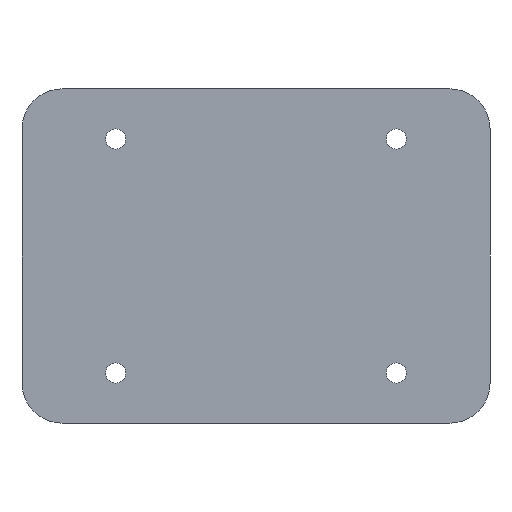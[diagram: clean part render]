
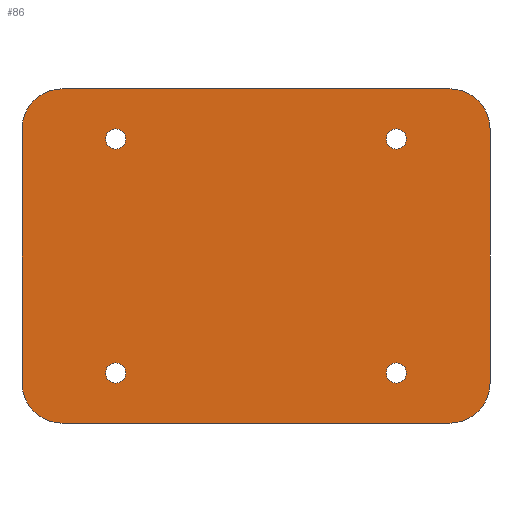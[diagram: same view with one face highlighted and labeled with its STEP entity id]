
A CAD part, front view. The second image highlights one B-rep face of the part: STEP entity #86.
In plain terms, the highlighted planar face has unit normal (0, -1, 0).
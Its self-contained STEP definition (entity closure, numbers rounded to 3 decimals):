
#2 = ORIENTED_EDGE ( 'NONE', *, *, #489, .F. ) ;
#6 = CARTESIAN_POINT ( 'NONE',  ( -17.5, 0., 9.5 ) ) ;
#10 = EDGE_CURVE ( 'NONE', #184, #582, #497, .T. ) ;
#12 = VERTEX_POINT ( 'NONE', #6 ) ;
#13 = AXIS2_PLACEMENT_3D ( 'NONE', #99, #614, #183 ) ;
#17 = DIRECTION ( 'NONE',  ( 0., 0., 1. ) ) ;
#24 = CARTESIAN_POINT ( 'NONE',  ( 10.5, 0., 8.75 ) ) ;
#25 = AXIS2_PLACEMENT_3D ( 'NONE', #616, #377, #90 ) ;
#28 = EDGE_CURVE ( 'NONE', #158, #364, #576, .T. ) ;
#29 = CARTESIAN_POINT ( 'NONE',  ( -14.5, 0., 9.5 ) ) ;
#31 = AXIS2_PLACEMENT_3D ( 'NONE', #118, #401, #173 ) ;
#33 = AXIS2_PLACEMENT_3D ( 'NONE', #587, #194, #17 ) ;
#43 = VECTOR ( 'NONE', #305, 1000. ) ;
#44 = DIRECTION ( 'NONE',  ( 0., 0., 1. ) ) ;
#54 = CARTESIAN_POINT ( 'NONE',  ( 14.5, 0., -12.5 ) ) ;
#62 = CARTESIAN_POINT ( 'NONE',  ( -10.5, 0., 8.75 ) ) ;
#63 = EDGE_CURVE ( 'NONE', #402, #607, #113, .T. ) ;
#64 = CARTESIAN_POINT ( 'NONE',  ( -17.5, 0., -9.5 ) ) ;
#66 = CIRCLE ( 'NONE', #175, 3. ) ;
#68 = AXIS2_PLACEMENT_3D ( 'NONE', #29, #267, #129 ) ;
#71 = EDGE_LOOP ( 'NONE', ( #282, #126, #494, #315, #410, #2, #524, #214 ) ) ;
#74 = ORIENTED_EDGE ( 'NONE', *, *, #530, .T. ) ;
#75 = DIRECTION ( 'NONE',  ( 0., 0., 1. ) ) ;
#80 = CARTESIAN_POINT ( 'NONE',  ( -10.5, 0., 9.5 ) ) ;
#83 = CARTESIAN_POINT ( 'NONE',  ( -17.5, 0., 9.5 ) ) ;
#84 = CARTESIAN_POINT ( 'NONE',  ( -10.5, 0., -8.75 ) ) ;
#86 = ADVANCED_FACE ( 'NONE', ( #273, #550, #502, #459, #599 ), #169, .F. ) ;
#90 = DIRECTION ( 'NONE',  ( 0., 0., 1. ) ) ;
#93 = CIRCLE ( 'NONE', #284, 0.75 ) ;
#96 = VERTEX_POINT ( 'NONE', #403 ) ;
#98 = CIRCLE ( 'NONE', #605, 0.75 ) ;
#99 = CARTESIAN_POINT ( 'NONE',  ( 10.5, 0., 8.75 ) ) ;
#100 = VERTEX_POINT ( 'NONE', #595 ) ;
#110 = ORIENTED_EDGE ( 'NONE', *, *, #475, .T. ) ;
#112 = CARTESIAN_POINT ( 'NONE',  ( 14.5, 0., -12.5 ) ) ;
#113 = CIRCLE ( 'NONE', #462, 0.75 ) ;
#118 = CARTESIAN_POINT ( 'NONE',  ( 14.5, 0., -9.5 ) ) ;
#126 = ORIENTED_EDGE ( 'NONE', *, *, #585, .F. ) ;
#129 = DIRECTION ( 'NONE',  ( 0., 0., -1. ) ) ;
#138 = DIRECTION ( 'NONE',  ( 0., 1., 0. ) ) ;
#146 = EDGE_LOOP ( 'NONE', ( #612, #482 ) ) ;
#153 = DIRECTION ( 'NONE',  ( 0., 0., 1. ) ) ;
#156 = EDGE_CURVE ( 'NONE', #527, #96, #317, .T. ) ;
#158 = VERTEX_POINT ( 'NONE', #80 ) ;
#162 = CARTESIAN_POINT ( 'NONE',  ( 17.5, 0., 9.5 ) ) ;
#164 = CARTESIAN_POINT ( 'NONE',  ( 14.5, 0., 12.5 ) ) ;
#169 = PLANE ( 'NONE',  #31 ) ;
#173 = DIRECTION ( 'NONE',  ( 0., 0., 1. ) ) ;
#175 = AXIS2_PLACEMENT_3D ( 'NONE', #419, #138, #425 ) ;
#179 = DIRECTION ( 'NONE',  ( 0., 0., 1. ) ) ;
#180 = DIRECTION ( 'NONE',  ( 0., 1., 0. ) ) ;
#183 = DIRECTION ( 'NONE',  ( 0., 0., 1. ) ) ;
#184 = VERTEX_POINT ( 'NONE', #561 ) ;
#192 = EDGE_CURVE ( 'NONE', #100, #596, #98, .T. ) ;
#194 = DIRECTION ( 'NONE',  ( 0., 1., 0. ) ) ;
#197 = CARTESIAN_POINT ( 'NONE',  ( 17.5, 0., -9.5 ) ) ;
#207 = LINE ( 'NONE', #162, #609 ) ;
#212 = CIRCLE ( 'NONE', #25, 3. ) ;
#214 = ORIENTED_EDGE ( 'NONE', *, *, #619, .F. ) ;
#217 = EDGE_CURVE ( 'NONE', #426, #518, #66, .T. ) ;
#222 = LINE ( 'NONE', #83, #43 ) ;
#225 = VECTOR ( 'NONE', #547, 1000. ) ;
#231 = CARTESIAN_POINT ( 'NONE',  ( -10.5, 0., -8.75 ) ) ;
#239 = EDGE_LOOP ( 'NONE', ( #376, #338 ) ) ;
#243 = EDGE_LOOP ( 'NONE', ( #110, #618 ) ) ;
#244 = CARTESIAN_POINT ( 'NONE',  ( 10.5, 0., 9.5 ) ) ;
#251 = VERTEX_POINT ( 'NONE', #281 ) ;
#260 = DIRECTION ( 'NONE',  ( 0., 1., 0. ) ) ;
#267 = DIRECTION ( 'NONE',  ( 0., 1., 0. ) ) ;
#273 = FACE_BOUND ( 'NONE', #536, .T. ) ;
#281 = CARTESIAN_POINT ( 'NONE',  ( 17.5, 0., 9.5 ) ) ;
#282 = ORIENTED_EDGE ( 'NONE', *, *, #217, .F. ) ;
#284 = AXIS2_PLACEMENT_3D ( 'NONE', #84, #422, #528 ) ;
#296 = CARTESIAN_POINT ( 'NONE',  ( -10.5, 0., -9.5 ) ) ;
#305 = DIRECTION ( 'NONE',  ( 0., 0., 1. ) ) ;
#308 = CIRCLE ( 'NONE', #68, 3. ) ;
#310 = CIRCLE ( 'NONE', #13, 0.75 ) ;
#315 = ORIENTED_EDGE ( 'NONE', *, *, #156, .F. ) ;
#317 = LINE ( 'NONE', #164, #225 ) ;
#318 = DIRECTION ( 'NONE',  ( 0., 0., 1. ) ) ;
#326 = EDGE_CURVE ( 'NONE', #397, #370, #93, .T. ) ;
#330 = EDGE_CURVE ( 'NONE', #607, #402, #310, .T. ) ;
#338 = ORIENTED_EDGE ( 'NONE', *, *, #63, .T. ) ;
#356 = AXIS2_PLACEMENT_3D ( 'NONE', #560, #411, #318 ) ;
#364 = VERTEX_POINT ( 'NONE', #386 ) ;
#365 = CARTESIAN_POINT ( 'NONE',  ( -10.5, 0., 8.75 ) ) ;
#367 = CIRCLE ( 'NONE', #356, 0.75 ) ;
#370 = VERTEX_POINT ( 'NONE', #444 ) ;
#376 = ORIENTED_EDGE ( 'NONE', *, *, #330, .T. ) ;
#377 = DIRECTION ( 'NONE',  ( 0., 1., 0. ) ) ;
#386 = CARTESIAN_POINT ( 'NONE',  ( -10.5, 0., 8. ) ) ;
#388 = DIRECTION ( 'NONE',  ( 0., 1., 0. ) ) ;
#389 = CIRCLE ( 'NONE', #505, 0.75 ) ;
#397 = VERTEX_POINT ( 'NONE', #296 ) ;
#399 = DIRECTION ( 'NONE',  ( 0., 1., 0. ) ) ;
#401 = DIRECTION ( 'NONE',  ( 0., 1., 0. ) ) ;
#402 = VERTEX_POINT ( 'NONE', #577 ) ;
#403 = CARTESIAN_POINT ( 'NONE',  ( 14.5, 0., 12.5 ) ) ;
#409 = DIRECTION ( 'NONE',  ( 0., 0., 1. ) ) ;
#410 = ORIENTED_EDGE ( 'NONE', *, *, #485, .F. ) ;
#411 = DIRECTION ( 'NONE',  ( 0., 1., 0. ) ) ;
#419 = CARTESIAN_POINT ( 'NONE',  ( 14.5, 0., -9.5 ) ) ;
#420 = ORIENTED_EDGE ( 'NONE', *, *, #28, .T. ) ;
#422 = DIRECTION ( 'NONE',  ( 0., 1., 0. ) ) ;
#425 = DIRECTION ( 'NONE',  ( 0., 0., 1. ) ) ;
#426 = VERTEX_POINT ( 'NONE', #197 ) ;
#444 = CARTESIAN_POINT ( 'NONE',  ( -10.5, 0., -8. ) ) ;
#459 = FACE_BOUND ( 'NONE', #243, .T. ) ;
#462 = AXIS2_PLACEMENT_3D ( 'NONE', #24, #260, #409 ) ;
#464 = AXIS2_PLACEMENT_3D ( 'NONE', #62, #388, #153 ) ;
#474 = LINE ( 'NONE', #54, #567 ) ;
#475 = EDGE_CURVE ( 'NONE', #370, #397, #620, .T. ) ;
#482 = ORIENTED_EDGE ( 'NONE', *, *, #515, .T. ) ;
#484 = DIRECTION ( 'NONE',  ( 0., 0., -1. ) ) ;
#485 = EDGE_CURVE ( 'NONE', #12, #527, #308, .T. ) ;
#488 = DIRECTION ( 'NONE',  ( -1., 0., 0. ) ) ;
#489 = EDGE_CURVE ( 'NONE', #582, #12, #222, .T. ) ;
#494 = ORIENTED_EDGE ( 'NONE', *, *, #593, .F. ) ;
#497 = CIRCLE ( 'NONE', #33, 3. ) ;
#502 = FACE_BOUND ( 'NONE', #146, .T. ) ;
#505 = AXIS2_PLACEMENT_3D ( 'NONE', #365, #608, #179 ) ;
#515 = EDGE_CURVE ( 'NONE', #596, #100, #367, .T. ) ;
#516 = CARTESIAN_POINT ( 'NONE',  ( -14.5, 0., 12.5 ) ) ;
#518 = VERTEX_POINT ( 'NONE', #112 ) ;
#524 = ORIENTED_EDGE ( 'NONE', *, *, #10, .F. ) ;
#525 = CARTESIAN_POINT ( 'NONE',  ( 10.5, 0., -9.5 ) ) ;
#527 = VERTEX_POINT ( 'NONE', #516 ) ;
#528 = DIRECTION ( 'NONE',  ( 0., 0., 1. ) ) ;
#530 = EDGE_CURVE ( 'NONE', #364, #158, #389, .T. ) ;
#536 = EDGE_LOOP ( 'NONE', ( #420, #74 ) ) ;
#547 = DIRECTION ( 'NONE',  ( 1., 0., 0. ) ) ;
#550 = FACE_BOUND ( 'NONE', #239, .T. ) ;
#560 = CARTESIAN_POINT ( 'NONE',  ( 10.5, 0., -8.75 ) ) ;
#561 = CARTESIAN_POINT ( 'NONE',  ( -14.5, 0., -12.5 ) ) ;
#564 = CARTESIAN_POINT ( 'NONE',  ( 10.5, 0., -8.75 ) ) ;
#567 = VECTOR ( 'NONE', #488, 1000. ) ;
#576 = CIRCLE ( 'NONE', #464, 0.75 ) ;
#577 = CARTESIAN_POINT ( 'NONE',  ( 10.5, 0., 8. ) ) ;
#581 = AXIS2_PLACEMENT_3D ( 'NONE', #231, #399, #75 ) ;
#582 = VERTEX_POINT ( 'NONE', #64 ) ;
#585 = EDGE_CURVE ( 'NONE', #251, #426, #207, .T. ) ;
#587 = CARTESIAN_POINT ( 'NONE',  ( -14.5, 0., -9.5 ) ) ;
#593 = EDGE_CURVE ( 'NONE', #96, #251, #212, .T. ) ;
#595 = CARTESIAN_POINT ( 'NONE',  ( 10.5, 0., -8. ) ) ;
#596 = VERTEX_POINT ( 'NONE', #525 ) ;
#599 = FACE_OUTER_BOUND ( 'NONE', #71, .T. ) ;
#605 = AXIS2_PLACEMENT_3D ( 'NONE', #564, #180, #44 ) ;
#607 = VERTEX_POINT ( 'NONE', #244 ) ;
#608 = DIRECTION ( 'NONE',  ( 0., 1., 0. ) ) ;
#609 = VECTOR ( 'NONE', #484, 1000. ) ;
#612 = ORIENTED_EDGE ( 'NONE', *, *, #192, .T. ) ;
#614 = DIRECTION ( 'NONE',  ( 0., 1., 0. ) ) ;
#616 = CARTESIAN_POINT ( 'NONE',  ( 14.5, 0., 9.5 ) ) ;
#618 = ORIENTED_EDGE ( 'NONE', *, *, #326, .T. ) ;
#619 = EDGE_CURVE ( 'NONE', #518, #184, #474, .T. ) ;
#620 = CIRCLE ( 'NONE', #581, 0.75 ) ;
